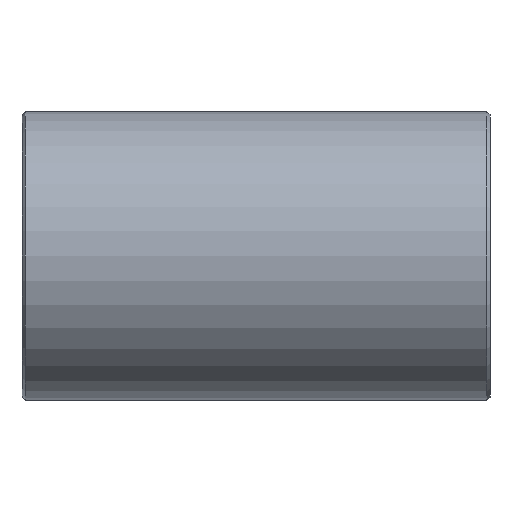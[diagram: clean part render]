
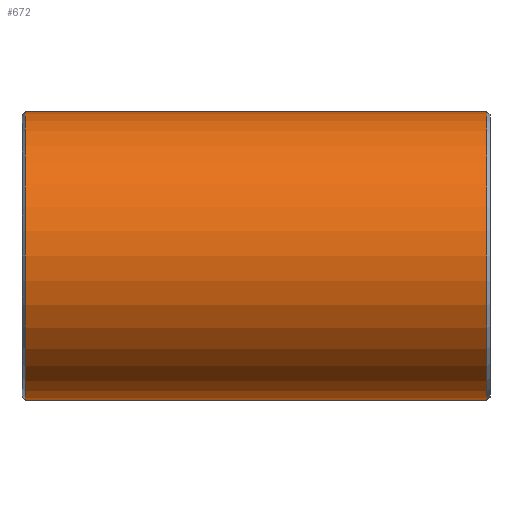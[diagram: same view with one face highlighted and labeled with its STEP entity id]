
A CAD part, front view. The second image highlights one B-rep face of the part: STEP entity #672.
In plain terms, the highlighted cylindrical face has radius 109.537 mm (diameter 219.075 mm), a partial arc.
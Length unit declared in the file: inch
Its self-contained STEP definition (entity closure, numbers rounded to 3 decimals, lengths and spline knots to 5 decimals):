
#4 = CARTESIAN_POINT ( 'NONE',  ( 6.90767, 0., -4.3125 ) ) ;
#17 = VERTEX_POINT ( 'NONE', #291 ) ;
#35 = VERTEX_POINT ( 'NONE', #396 ) ;
#38 = ORIENTED_EDGE ( 'NONE', *, *, #371, .T. ) ;
#46 = EDGE_LOOP ( 'NONE', ( #519, #351, #38, #481 ) ) ;
#109 = VERTEX_POINT ( 'NONE', #782 ) ;
#150 = VECTOR ( 'NONE', #742, 39.37008 ) ;
#166 = LINE ( 'NONE', #751, #150 ) ;
#191 = AXIS2_PLACEMENT_3D ( 'NONE', #740, #536, #352 ) ;
#224 = EDGE_CURVE ( 'NONE', #468, #35, #726, .T. ) ;
#259 = FACE_OUTER_BOUND ( 'NONE', #46, .T. ) ;
#291 = CARTESIAN_POINT ( 'NONE',  ( -6.90767, 0., -4.3125 ) ) ;
#328 = CARTESIAN_POINT ( 'NONE',  ( -6.90767, 0., 0. ) ) ;
#351 = ORIENTED_EDGE ( 'NONE', *, *, #224, .T. ) ;
#352 = DIRECTION ( 'NONE',  ( 0., 0., -1. ) ) ;
#371 = EDGE_CURVE ( 'NONE', #35, #109, #648, .T. ) ;
#373 = AXIS2_PLACEMENT_3D ( 'NONE', #328, #441, #774 ) ;
#396 = CARTESIAN_POINT ( 'NONE',  ( 6.90767, 0., 4.3125 ) ) ;
#441 = DIRECTION ( 'NONE',  ( 1., 0., 0. ) ) ;
#446 = CYLINDRICAL_SURFACE ( 'NONE', #460, 4.3125 ) ;
#452 = CARTESIAN_POINT ( 'NONE',  ( 7., 0., 0. ) ) ;
#460 = AXIS2_PLACEMENT_3D ( 'NONE', #452, #792, #509 ) ;
#468 = VERTEX_POINT ( 'NONE', #4 ) ;
#473 = CIRCLE ( 'NONE', #373, 4.3125 ) ;
#481 = ORIENTED_EDGE ( 'NONE', *, *, #555, .T. ) ;
#509 = DIRECTION ( 'NONE',  ( 0., 0., 1. ) ) ;
#519 = ORIENTED_EDGE ( 'NONE', *, *, #819, .F. ) ;
#536 = DIRECTION ( 'NONE',  ( -1., 0., 0. ) ) ;
#555 = EDGE_CURVE ( 'NONE', #109, #17, #473, .T. ) ;
#648 = LINE ( 'NONE', #763, #660 ) ;
#660 = VECTOR ( 'NONE', #757, 39.37008 ) ;
#672 = ADVANCED_FACE ( 'NONE', ( #259 ), #446, .T. ) ;
#726 = CIRCLE ( 'NONE', #191, 4.3125 ) ;
#740 = CARTESIAN_POINT ( 'NONE',  ( 6.90767, 0., 0. ) ) ;
#742 = DIRECTION ( 'NONE',  ( -1., 0., 0. ) ) ;
#751 = CARTESIAN_POINT ( 'NONE',  ( 7., 0., -4.3125 ) ) ;
#757 = DIRECTION ( 'NONE',  ( -1., 0., 0. ) ) ;
#763 = CARTESIAN_POINT ( 'NONE',  ( 7., 0., 4.3125 ) ) ;
#774 = DIRECTION ( 'NONE',  ( 0., 0., 1. ) ) ;
#782 = CARTESIAN_POINT ( 'NONE',  ( -6.90767, 0., 4.3125 ) ) ;
#792 = DIRECTION ( 'NONE',  ( -1., 0., 0. ) ) ;
#819 = EDGE_CURVE ( 'NONE', #468, #17, #166, .T. ) ;
